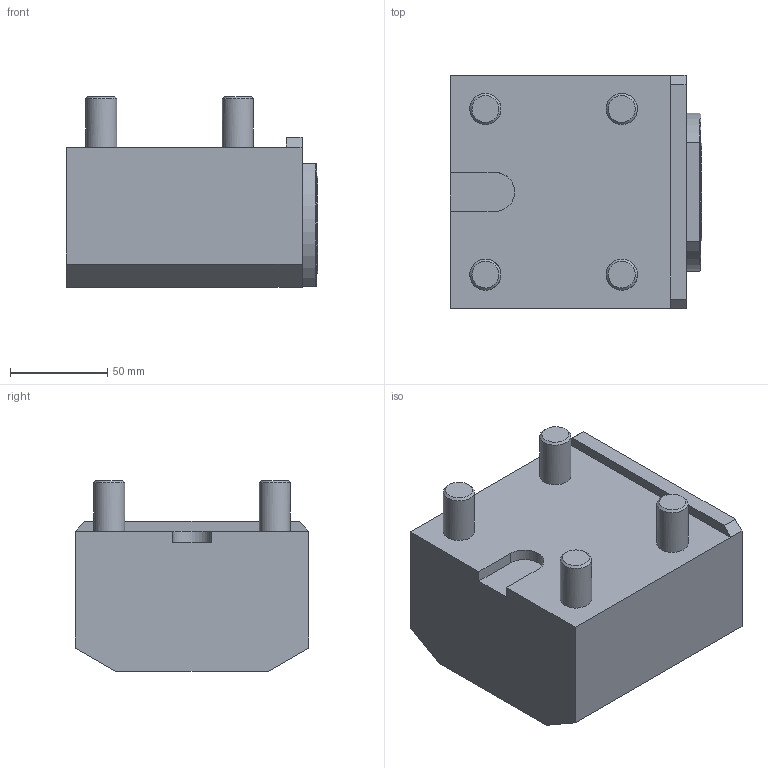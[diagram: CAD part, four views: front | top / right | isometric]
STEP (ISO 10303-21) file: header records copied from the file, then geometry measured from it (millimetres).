
FILE_DESCRIPTION(/* description */ (''),/* implementation_level */ '2;1');
FILE_NAME(/* name */ '1597067480278.stp',/* time_stamp */ '2020-08-10T15:51:26+02:00',/* author */ (''),/* organization */ ('SMS'),/* preprocessor_version */ 'ST-DEVELOPER v16.7',/* originating_system */ 'SIEMENS PLM Software NX 12.0',/* authorisation */ '');
FILE_SCHEMA (('AUTOMOTIVE_DESIGN { 1 0 10303 214 3 1 1 1 }'));
Length unit declared in the file: millimetre
Products named in the file (1): 201697563mod000_01
Bounding box: 129 x 120 x 98 mm (x, y, z)
Volume: 1043982.4 mm3; surface area: 75045.8 mm2
Topology: 1 solids, 5 shells, 64 faces, 133 edges, 90 vertices
Faces by surface type: plane 35, cylinder 17, cone 12
Full cylindrical faces by diameter (mm): 3 x1, 16 x4, 24 x4, 26 x4, 50 x1
Entity records: 1709 total; most frequent: CARTESIAN_POINT 320, DIRECTION 300, ORIENTED_EDGE 220, AXIS2_PLACEMENT_3D 123, EDGE_CURVE 110, EDGE_LOOP 98, VERTEX_POINT 82, FACE_BOUND 65
